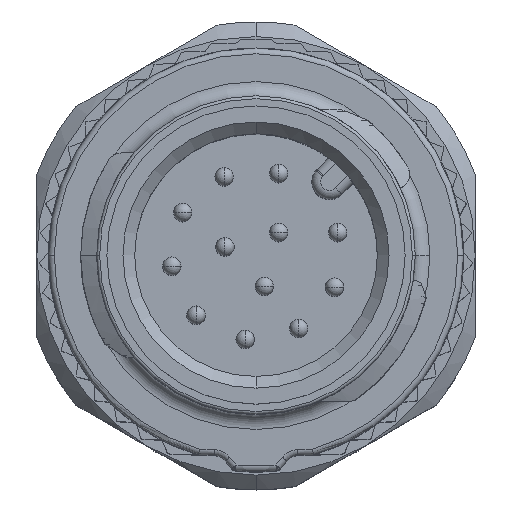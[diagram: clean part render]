
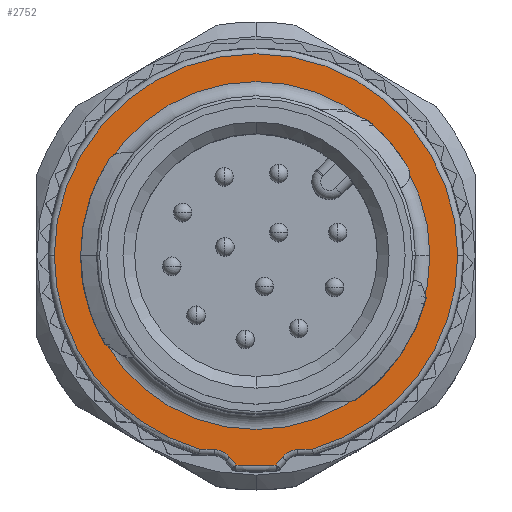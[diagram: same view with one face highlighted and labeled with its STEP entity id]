
A CAD part, top view. The second image highlights one B-rep face of the part: STEP entity #2752.
In plain terms, the highlighted planar face has unit normal (0, 0, 1).
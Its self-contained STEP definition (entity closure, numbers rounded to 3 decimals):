
#2590=CARTESIAN_POINT('',(0.686,-7.167,11.2));
#2591=VERTEX_POINT('',#2590);
#2614=CARTESIAN_POINT('',(-0.686,-7.167,11.2));
#2615=VERTEX_POINT('',#2614);
#2616=CARTESIAN_POINT('',(0.,0.,11.2));
#2617=DIRECTION('',(0.,0.,1.));
#2618=DIRECTION('',(1.,0.,-0.));
#2619=AXIS2_PLACEMENT_3D('',#2616,#2617,#2618);
#2620=CIRCLE('',#2619,7.2);
#2621=EDGE_CURVE('',#2615,#2591,#2620,.T.);
#2649=CARTESIAN_POINT('',(13.496,13.82,11.2));
#2650=DIRECTION('',(0.,0.,1.));
#2651=DIRECTION('',(1.,0.,0.));
#2652=AXIS2_PLACEMENT_3D('',#2649,#2650,#2651);
#2653=PLANE('',#2652);
#2654=CARTESIAN_POINT('',(0.901,-6.901,11.2));
#2655=VERTEX_POINT('',#2654);
#2656=CARTESIAN_POINT('',(1.421,-6.642,11.2));
#2657=VERTEX_POINT('',#2656);
#2658=CARTESIAN_POINT('',(1.445,-7.342,11.2));
#2659=DIRECTION('',(-0.,-0.,-1.));
#2660=DIRECTION('',(1.,0.,-0.));
#2661=AXIS2_PLACEMENT_3D('',#2658,#2659,#2660);
#2662=CIRCLE('',#2661,0.7);
#2663=EDGE_CURVE('',#2655,#2657,#2662,.T.);
#2664=ORIENTED_EDGE('',*,*,#2663,.T.);
#2665=CARTESIAN_POINT('',(1.931,-6.624,11.2));
#2666=VERTEX_POINT('',#2665);
#2667=CARTESIAN_POINT('',(-12336.088,-437.477,11.2));
#2668=DIRECTION('',(0.999,0.035,0.));
#2669=VECTOR('',#2668,24690.);
#2670=LINE('',#2667,#2669);
#2671=EDGE_CURVE('',#2657,#2666,#2670,.T.);
#2672=ORIENTED_EDGE('',*,*,#2671,.T.);
#2673=CARTESIAN_POINT('',(6.9,0.,11.2));
#2674=VERTEX_POINT('',#2673);
#2675=CARTESIAN_POINT('',(-0.,0.,11.2));
#2676=DIRECTION('',(-0.,-0.,-1.));
#2677=DIRECTION('',(1.,0.,-0.));
#2678=AXIS2_PLACEMENT_3D('',#2675,#2676,#2677);
#2679=CIRCLE('',#2678,6.9);
#2680=EDGE_CURVE('',#2674,#2666,#2679,.T.);
#2681=ORIENTED_EDGE('',*,*,#2680,.F.);
#2682=CARTESIAN_POINT('',(-6.9,0.,11.2));
#2683=VERTEX_POINT('',#2682);
#2684=CARTESIAN_POINT('',(-0.,0.,11.2));
#2685=DIRECTION('',(-0.,-0.,-1.));
#2686=DIRECTION('',(1.,0.,-0.));
#2687=AXIS2_PLACEMENT_3D('',#2684,#2685,#2686);
#2688=CIRCLE('',#2687,6.9);
#2689=EDGE_CURVE('',#2683,#2674,#2688,.T.);
#2690=ORIENTED_EDGE('',*,*,#2689,.F.);
#2691=CARTESIAN_POINT('',(-1.931,-6.624,11.2));
#2692=VERTEX_POINT('',#2691);
#2693=CARTESIAN_POINT('',(-0.,0.,11.2));
#2694=DIRECTION('',(-0.,-0.,-1.));
#2695=DIRECTION('',(1.,0.,-0.));
#2696=AXIS2_PLACEMENT_3D('',#2693,#2694,#2695);
#2697=CIRCLE('',#2696,6.9);
#2698=EDGE_CURVE('',#2692,#2683,#2697,.T.);
#2699=ORIENTED_EDGE('',*,*,#2698,.F.);
#2700=CARTESIAN_POINT('',(-1.421,-6.642,11.2));
#2701=VERTEX_POINT('',#2700);
#2702=CARTESIAN_POINT('',(-12339.464,424.212,11.2));
#2703=DIRECTION('',(0.999,-0.035,0.));
#2704=VECTOR('',#2703,24690.);
#2705=LINE('',#2702,#2704);
#2706=EDGE_CURVE('',#2692,#2701,#2705,.T.);
#2707=ORIENTED_EDGE('',*,*,#2706,.T.);
#2708=CARTESIAN_POINT('',(-0.901,-6.901,11.2));
#2709=VERTEX_POINT('',#2708);
#2710=CARTESIAN_POINT('',(-1.445,-7.342,11.2));
#2711=DIRECTION('',(-0.,-0.,-1.));
#2712=DIRECTION('',(1.,0.,-0.));
#2713=AXIS2_PLACEMENT_3D('',#2710,#2711,#2712);
#2714=CIRCLE('',#2713,0.7);
#2715=EDGE_CURVE('',#2701,#2709,#2714,.T.);
#2716=ORIENTED_EDGE('',*,*,#2715,.T.);
#2717=CARTESIAN_POINT('',(-7769.877,9586.985,11.2));
#2718=DIRECTION('',(0.629,-0.777,0.));
#2719=VECTOR('',#2718,24690.);
#2720=LINE('',#2717,#2719);
#2721=EDGE_CURVE('',#2709,#2615,#2720,.T.);
#2722=ORIENTED_EDGE('',*,*,#2721,.T.);
#2723=ORIENTED_EDGE('',*,*,#2621,.T.);
#2724=CARTESIAN_POINT('',(-7768.29,-9601.053,11.2));
#2725=DIRECTION('',(0.629,0.777,0.));
#2726=VECTOR('',#2725,24690.);
#2727=LINE('',#2724,#2726);
#2728=EDGE_CURVE('',#2591,#2655,#2727,.T.);
#2729=ORIENTED_EDGE('',*,*,#2728,.T.);
#2730=EDGE_LOOP('',(#2664,#2672,#2681,#2690,#2699,#2707,#2716,#2722,#2723,#2729));
#2731=FACE_BOUND('',#2730,.T.);
#2732=CARTESIAN_POINT('',(5.95,0.,11.2));
#2733=VERTEX_POINT('',#2732);
#2734=CARTESIAN_POINT('',(-5.95,-0.,11.2));
#2735=VERTEX_POINT('',#2734);
#2736=CARTESIAN_POINT('',(0.,-0.,11.2));
#2737=DIRECTION('',(0.,0.,1.));
#2738=DIRECTION('',(1.,0.,-0.));
#2739=AXIS2_PLACEMENT_3D('',#2736,#2737,#2738);
#2740=CIRCLE('',#2739,5.95);
#2741=EDGE_CURVE('',#2733,#2735,#2740,.T.);
#2742=ORIENTED_EDGE('',*,*,#2741,.F.);
#2743=CARTESIAN_POINT('',(0.,-0.,11.2));
#2744=DIRECTION('',(0.,0.,1.));
#2745=DIRECTION('',(1.,0.,-0.));
#2746=AXIS2_PLACEMENT_3D('',#2743,#2744,#2745);
#2747=CIRCLE('',#2746,5.95);
#2748=EDGE_CURVE('',#2735,#2733,#2747,.T.);
#2749=ORIENTED_EDGE('',*,*,#2748,.F.);
#2750=EDGE_LOOP('',(#2742,#2749));
#2751=FACE_BOUND('',#2750,.T.);
#2752=ADVANCED_FACE('',(#2731,#2751),#2653,.T.);
